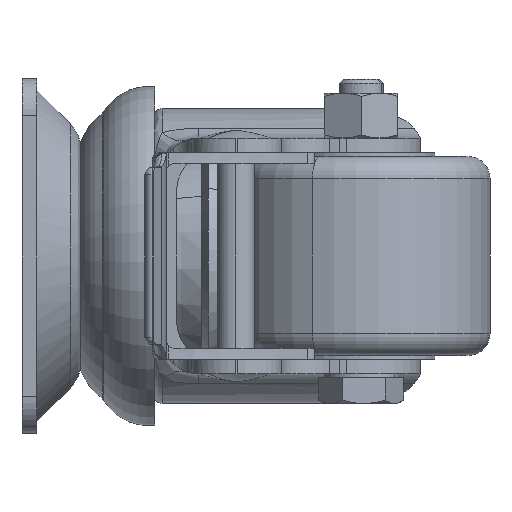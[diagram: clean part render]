
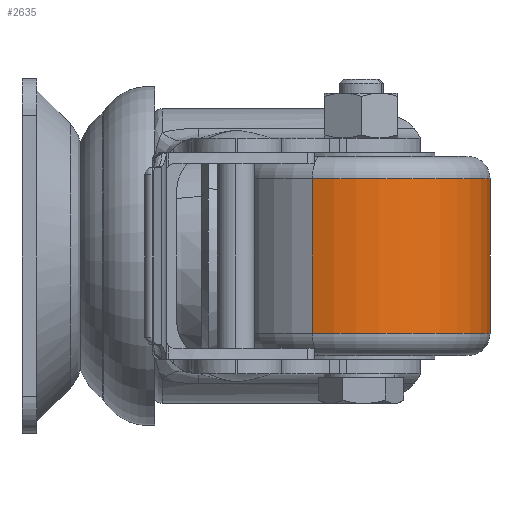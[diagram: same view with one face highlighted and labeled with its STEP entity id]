
A CAD part, left-side view. The second image highlights one B-rep face of the part: STEP entity #2635.
In plain terms, the highlighted cylindrical face has radius 17.5 mm (diameter 35 mm), a partial arc.
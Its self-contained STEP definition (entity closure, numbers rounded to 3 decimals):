
#257 = CARTESIAN_POINT ( 'NONE',  ( 17.5, 0., 10.5 ) ) ;
#734 = VERTEX_POINT ( 'NONE', #12810 ) ;
#1113 = CIRCLE ( 'NONE', #8241, 17.5 ) ;
#1201 = VERTEX_POINT ( 'NONE', #1755 ) ;
#1669 = ORIENTED_EDGE ( 'NONE', *, *, #3021, .T. ) ;
#1755 = CARTESIAN_POINT ( 'NONE',  ( 17.5, 0., -10.5 ) ) ;
#1808 = DIRECTION ( 'NONE',  ( 0., 0., -1. ) ) ;
#2297 = CARTESIAN_POINT ( 'NONE',  ( 0., 0., 13.5 ) ) ;
#2635 = ADVANCED_FACE ( 'NONE', ( #4172 ), #12835, .T. ) ;
#3021 = EDGE_CURVE ( 'NONE', #13979, #734, #1113, .T. ) ;
#3523 = CARTESIAN_POINT ( 'NONE',  ( -17.5, 0., -10.5 ) ) ;
#3704 = LINE ( 'NONE', #5784, #4849 ) ;
#3769 = DIRECTION ( 'NONE',  ( 0., 0., 1. ) ) ;
#4172 = FACE_OUTER_BOUND ( 'NONE', #5412, .T. ) ;
#4849 = VECTOR ( 'NONE', #5949, 1000. ) ;
#5412 = EDGE_LOOP ( 'NONE', ( #7845, #1669, #10876, #7428 ) ) ;
#5784 = CARTESIAN_POINT ( 'NONE',  ( -17.5, 0., 13.5 ) ) ;
#5949 = DIRECTION ( 'NONE',  ( 0., 0., -1. ) ) ;
#7156 = CARTESIAN_POINT ( 'NONE',  ( 0., 0., -10.5 ) ) ;
#7428 = ORIENTED_EDGE ( 'NONE', *, *, #14485, .T. ) ;
#7845 = ORIENTED_EDGE ( 'NONE', *, *, #9330, .F. ) ;
#8241 = AXIS2_PLACEMENT_3D ( 'NONE', #13175, #10792, #10937 ) ;
#8568 = EDGE_CURVE ( 'NONE', #734, #12068, #3704, .T. ) ;
#9330 = EDGE_CURVE ( 'NONE', #13979, #1201, #13574, .T. ) ;
#9612 = DIRECTION ( 'NONE',  ( 1., 0., 0. ) ) ;
#10792 = DIRECTION ( 'NONE',  ( 0., 0., -1. ) ) ;
#10876 = ORIENTED_EDGE ( 'NONE', *, *, #8568, .T. ) ;
#10937 = DIRECTION ( 'NONE',  ( 1., 0., 0. ) ) ;
#11115 = CARTESIAN_POINT ( 'NONE',  ( 17.5, 0., 13.5 ) ) ;
#11146 = AXIS2_PLACEMENT_3D ( 'NONE', #2297, #11763, #12919 ) ;
#11763 = DIRECTION ( 'NONE',  ( 0., 0., -1. ) ) ;
#12007 = CIRCLE ( 'NONE', #14691, 17.5 ) ;
#12068 = VERTEX_POINT ( 'NONE', #3523 ) ;
#12652 = VECTOR ( 'NONE', #1808, 1000. ) ;
#12810 = CARTESIAN_POINT ( 'NONE',  ( -17.5, 0., 10.5 ) ) ;
#12835 = CYLINDRICAL_SURFACE ( 'NONE', #11146, 17.5 ) ;
#12919 = DIRECTION ( 'NONE',  ( -1., 0., 0. ) ) ;
#13175 = CARTESIAN_POINT ( 'NONE',  ( 0., 0., 10.5 ) ) ;
#13574 = LINE ( 'NONE', #11115, #12652 ) ;
#13979 = VERTEX_POINT ( 'NONE', #257 ) ;
#14485 = EDGE_CURVE ( 'NONE', #12068, #1201, #12007, .T. ) ;
#14691 = AXIS2_PLACEMENT_3D ( 'NONE', #7156, #3769, #9612 ) ;
